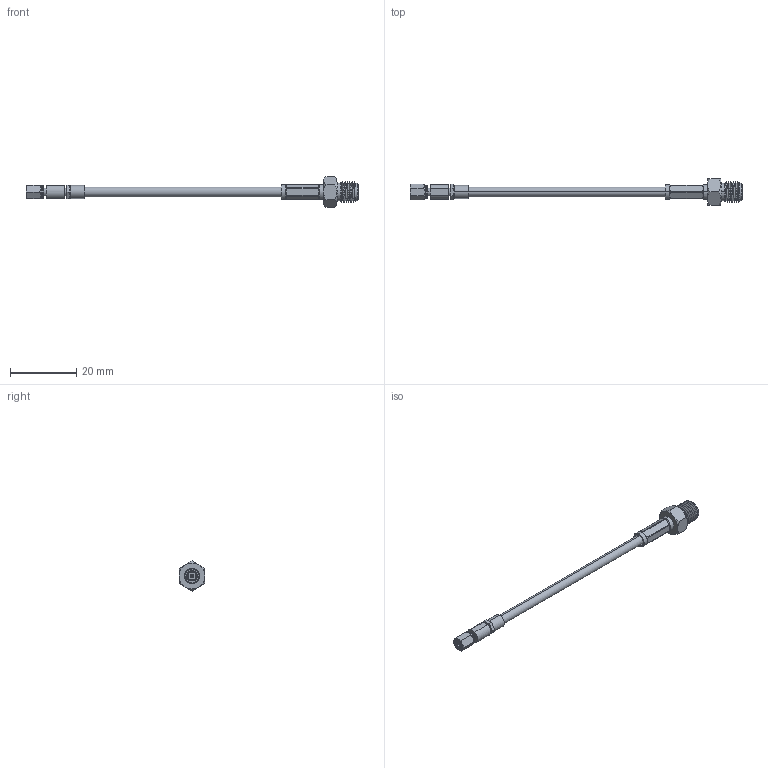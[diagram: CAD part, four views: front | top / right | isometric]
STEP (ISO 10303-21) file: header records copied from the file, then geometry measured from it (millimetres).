
FILE_DESCRIPTION (( 'STEP AP214' ), '1' );
FILE_NAME ('PE3C4439.step', '2020-04-20T16:31:19', ( '' ), ( '' ), 'SwSTEP 2.0', 'SolidWorks 2018', '' );
FILE_SCHEMA (( 'AUTOMOTIVE_DESIGN' ));
Length unit declared in the file: millimetre
Products named in the file (4): PE45369,FMCN1254___; PE4416; PE3C4439; RG316-DS___
Assembly tree (3 placements, depth 2):
  PE3C4439
    RG316-DS___
    PE45369,FMCN1254___
    PE4416
Bounding box: 100.3 x 7.85 x 9.07 mm (x, y, z)
Volume: 1078.2 mm3; surface area: 2057.9 mm2
Topology: 4 solids, 4 shells, 4581 faces, 9366 edges, 4818 vertices
Faces by surface type: bspline 3526, cylinder 929, plane 66, cone 56, torus 4
Entity records: 198182 total; most frequent: CARTESIAN_POINT 141715, ORIENTED_EDGE 18732, EDGE_CURVE 9366, VERTEX_POINT 4818, EDGE_LOOP 4610, FACE_OUTER_BOUND 4581, ADVANCED_FACE 4581, B_SPLINE_CURVE_WITH_KNOTS 3861
